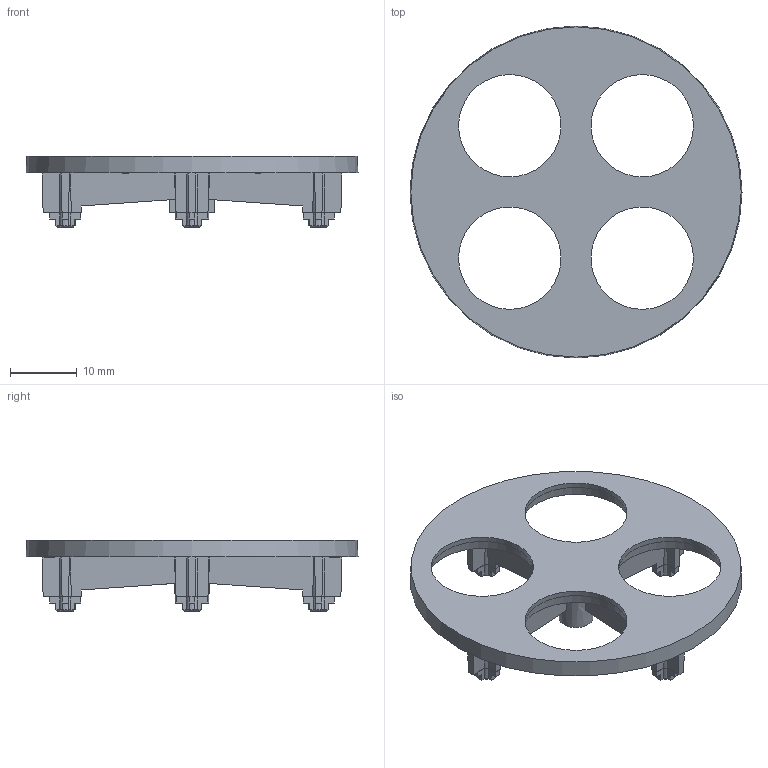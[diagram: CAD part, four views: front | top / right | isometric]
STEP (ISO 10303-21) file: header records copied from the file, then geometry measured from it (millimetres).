
FILE_DESCRIPTION(('STEP AP242'),'1');
FILE_NAME('ENS HOLDER QUADRI COLLIMATEURS LED CREE XRE plan commercial.stp','2021-03-30T11:56:27',(' '),(' '),'Spatial InterOp 3D',' ',' ');
FILE_SCHEMA(('AP242_MANAGED_MODEL_BASED_3D_ENGINEERING_MIM_LF {1 0 10303 442 1 1 4}'));
Length unit declared in the file: millimetre
Products named in the file (1): ENS HOLDER QUADRI COLLIMATEURS LED CREE XRE plan commercial
Bounding box: 49.8 x 49.8 x 10.71 mm (x, y, z)
Volume: 3486.1 mm3; surface area: 4517.5 mm2
Topology: 1 solids, 1 shells, 475 faces, 1245 edges, 801 vertices
Faces by surface type: plane 305, cone 91, cylinder 38, bspline 24, extrusion 16, sphere 1
Full cylindrical faces by diameter (mm): 2.488 x1, 2.985 x1
Entity records: 20696 total; most frequent: CARTESIAN_POINT 5608, ORIENTED_EDGE 2460, DIRECTION 2114, EDGE_CURVE 1230, VERTEX_POINT 796, VECTOR 738, LINE 722, AXIS2_PLACEMENT_3D 688
